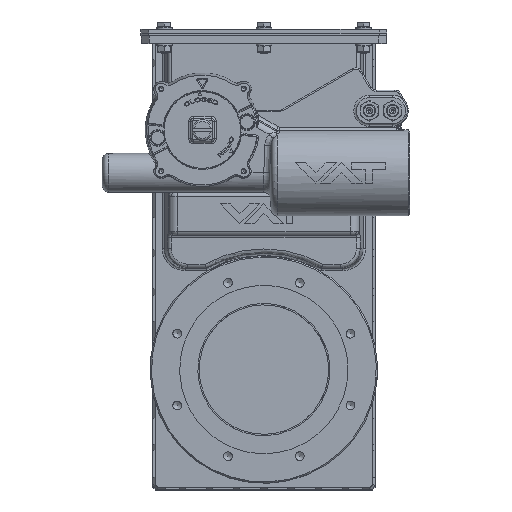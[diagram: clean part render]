
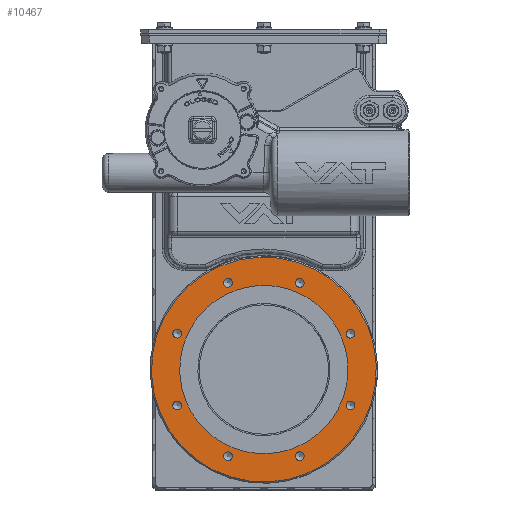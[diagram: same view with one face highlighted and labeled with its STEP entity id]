
A CAD part, top view. The second image highlights one B-rep face of the part: STEP entity #10467.
In plain terms, the highlighted planar face has unit normal (0, 0, 1).
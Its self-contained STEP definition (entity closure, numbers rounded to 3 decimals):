
#10467=ADVANCED_FACE('',(#13608,#13609,#13610,#13611,#13612,#13613,#13614,
#13615,#13616,#13617),#12067,.T.);
#12067=PLANE('',#29758);
#12951=B_SPLINE_CURVE_WITH_KNOTS('',3,(#39114,#39115,#39116,#39117,#39118,
#39119,#39120,#39121,#39122,#39123,#39124,#39125,#39126,#39127,#39128,#39129,
#39130,#39131,#39132,#39133,#39134,#39135,#39136,#39137,#39138,#39139,#39140,
#39141,#39142,#39143,#39144,#39145,#39146,#39147,#39148,#39149,#39150,#39151,
#39152,#39153,#39154,#39155,#39156,#39157,#39158,#39159,#39160,#39161,#39162),
 .UNSPECIFIED.,.T.,.F.,(1,3,3,3,3,3,3,3,3,3,3,3,3,3,3,3,3,3,1),(-0.063,
0.,0.063,0.125,0.188,0.25,0.313,0.375,0.438,0.5,0.563,0.625,0.688,
0.75,0.813,0.875,0.938,1.,1.063),.UNSPECIFIED.);
#13608=FACE_BOUND('',#14351,.T.);
#13609=FACE_BOUND('',#14352,.T.);
#13610=FACE_BOUND('',#14353,.T.);
#13611=FACE_BOUND('',#14354,.T.);
#13612=FACE_BOUND('',#14355,.T.);
#13613=FACE_BOUND('',#14356,.T.);
#13614=FACE_BOUND('',#14357,.T.);
#13615=FACE_BOUND('',#14358,.T.);
#13616=FACE_BOUND('',#14359,.T.);
#13617=FACE_BOUND('',#14360,.T.);
#14351=EDGE_LOOP('',(#16388));
#14352=EDGE_LOOP('',(#16389));
#14353=EDGE_LOOP('',(#16390));
#14354=EDGE_LOOP('',(#16391));
#14355=EDGE_LOOP('',(#16392));
#14356=EDGE_LOOP('',(#16393));
#14357=EDGE_LOOP('',(#16394));
#14358=EDGE_LOOP('',(#16395));
#14359=EDGE_LOOP('',(#16396));
#14360=EDGE_LOOP('',(#16397));
#16388=ORIENTED_EDGE('',*,*,#25426,.F.);
#16389=ORIENTED_EDGE('',*,*,#25427,.T.);
#16390=ORIENTED_EDGE('',*,*,#25428,.T.);
#16391=ORIENTED_EDGE('',*,*,#25429,.T.);
#16392=ORIENTED_EDGE('',*,*,#25430,.T.);
#16393=ORIENTED_EDGE('',*,*,#25431,.T.);
#16394=ORIENTED_EDGE('',*,*,#25432,.T.);
#16395=ORIENTED_EDGE('',*,*,#25433,.T.);
#16396=ORIENTED_EDGE('',*,*,#25434,.T.);
#16397=ORIENTED_EDGE('',*,*,#25435,.T.);
#23147=VERTEX_POINT('',#39097);
#23148=VERTEX_POINT('',#39099);
#23149=VERTEX_POINT('',#39101);
#23150=VERTEX_POINT('',#39103);
#23151=VERTEX_POINT('',#39105);
#23152=VERTEX_POINT('',#39107);
#23153=VERTEX_POINT('',#39109);
#23154=VERTEX_POINT('',#39111);
#23155=VERTEX_POINT('',#39113);
#23156=VERTEX_POINT('',#39163);
#25426=EDGE_CURVE('',#23147,#23147,#28809,.T.);
#25427=EDGE_CURVE('',#23148,#23148,#28810,.T.);
#25428=EDGE_CURVE('',#23149,#23149,#28811,.T.);
#25429=EDGE_CURVE('',#23150,#23150,#28812,.T.);
#25430=EDGE_CURVE('',#23151,#23151,#28813,.T.);
#25431=EDGE_CURVE('',#23152,#23152,#28814,.T.);
#25432=EDGE_CURVE('',#23153,#23153,#28815,.T.);
#25433=EDGE_CURVE('',#23154,#23154,#28816,.T.);
#25434=EDGE_CURVE('',#23155,#23155,#28817,.T.);
#25435=EDGE_CURVE('',#23156,#23156,#12951,.T.);
#28809=CIRCLE('',#29749,86.9);
#28810=CIRCLE('',#29750,3.4);
#28811=CIRCLE('',#29751,3.4);
#28812=CIRCLE('',#29752,3.4);
#28813=CIRCLE('',#29753,3.4);
#28814=CIRCLE('',#29754,3.4);
#28815=CIRCLE('',#29755,3.4);
#28816=CIRCLE('',#29756,3.4);
#28817=CIRCLE('',#29757,3.4);
#29749=AXIS2_PLACEMENT_3D('',#39096,#32301,#32302);
#29750=AXIS2_PLACEMENT_3D('',#39098,#32303,#32304);
#29751=AXIS2_PLACEMENT_3D('',#39100,#32305,#32306);
#29752=AXIS2_PLACEMENT_3D('',#39102,#32307,#32308);
#29753=AXIS2_PLACEMENT_3D('',#39104,#32309,#32310);
#29754=AXIS2_PLACEMENT_3D('',#39106,#32311,#32312);
#29755=AXIS2_PLACEMENT_3D('',#39108,#32313,#32314);
#29756=AXIS2_PLACEMENT_3D('',#39110,#32315,#32316);
#29757=AXIS2_PLACEMENT_3D('',#39112,#32317,#32318);
#29758=AXIS2_PLACEMENT_3D('',#39164,#32319,#32320);
#32301=DIRECTION('',(0.,0.,-1.));
#32302=DIRECTION('',(0.383,-0.924,0.));
#32303=DIRECTION('',(0.,0.,-1.));
#32304=DIRECTION('',(0.383,-0.924,0.));
#32305=DIRECTION('',(0.,0.,-1.));
#32306=DIRECTION('',(0.924,-0.383,0.));
#32307=DIRECTION('',(0.,0.,-1.));
#32308=DIRECTION('',(0.924,0.383,0.));
#32309=DIRECTION('',(0.,0.,-1.));
#32310=DIRECTION('',(0.383,0.924,0.));
#32311=DIRECTION('',(0.,0.,-1.));
#32312=DIRECTION('',(-0.383,0.924,0.));
#32313=DIRECTION('',(0.,0.,-1.));
#32314=DIRECTION('',(-0.924,0.383,0.));
#32315=DIRECTION('',(0.,0.,-1.));
#32316=DIRECTION('',(-0.924,-0.383,0.));
#32317=DIRECTION('',(0.,0.,-1.));
#32318=DIRECTION('',(-0.383,-0.924,0.));
#32319=DIRECTION('',(0.,0.,1.));
#32320=DIRECTION('',(-0.383,0.924,0.));
#39096=CARTESIAN_POINT('',(0.,0.,48.35));
#39097=CARTESIAN_POINT('',(33.255,-80.285,48.35));
#39098=CARTESIAN_POINT('',(27.745,-66.981,48.35));
#39099=CARTESIAN_POINT('',(29.046,-70.122,48.35));
#39100=CARTESIAN_POINT('',(66.981,-27.745,48.35));
#39101=CARTESIAN_POINT('',(70.122,-29.046,48.35));
#39102=CARTESIAN_POINT('',(66.981,27.745,48.35));
#39103=CARTESIAN_POINT('',(70.122,29.046,48.35));
#39104=CARTESIAN_POINT('',(27.745,66.981,48.35));
#39105=CARTESIAN_POINT('',(29.046,70.122,48.35));
#39106=CARTESIAN_POINT('',(-27.745,66.981,48.35));
#39107=CARTESIAN_POINT('',(-29.046,70.122,48.35));
#39108=CARTESIAN_POINT('',(-66.981,27.745,48.35));
#39109=CARTESIAN_POINT('',(-70.122,29.046,48.35));
#39110=CARTESIAN_POINT('',(-66.981,-27.745,48.35));
#39111=CARTESIAN_POINT('',(-70.122,-29.046,48.35));
#39112=CARTESIAN_POINT('',(-27.745,-66.981,48.35));
#39113=CARTESIAN_POINT('',(-29.046,-70.122,48.35));
#39114=CARTESIAN_POINT('',(-60.052,-24.874,48.35));
#39115=CARTESIAN_POINT('',(-63.319,-16.988,48.35));
#39116=CARTESIAN_POINT('',(-65.,-8.535,48.35));
#39117=CARTESIAN_POINT('',(-65.,0.,48.35));
#39118=CARTESIAN_POINT('',(-65.,8.535,48.35));
#39119=CARTESIAN_POINT('',(-63.318,16.989,48.35));
#39120=CARTESIAN_POINT('',(-60.052,24.874,48.35));
#39121=CARTESIAN_POINT('',(-56.786,32.76,48.35));
#39122=CARTESIAN_POINT('',(-51.997,39.927,48.35));
#39123=CARTESIAN_POINT('',(-45.962,45.962,48.35));
#39124=CARTESIAN_POINT('',(-39.927,51.997,48.35));
#39125=CARTESIAN_POINT('',(-32.76,56.786,48.35));
#39126=CARTESIAN_POINT('',(-24.874,60.052,48.35));
#39127=CARTESIAN_POINT('',(-16.989,63.318,48.35));
#39128=CARTESIAN_POINT('',(-8.535,65.,48.35));
#39129=CARTESIAN_POINT('',(0.,65.,48.35));
#39130=CARTESIAN_POINT('',(8.535,65.,48.35));
#39131=CARTESIAN_POINT('',(16.989,63.318,48.35));
#39132=CARTESIAN_POINT('',(24.874,60.052,48.35));
#39133=CARTESIAN_POINT('',(32.76,56.786,48.35));
#39134=CARTESIAN_POINT('',(39.927,51.997,48.35));
#39135=CARTESIAN_POINT('',(45.962,45.962,48.35));
#39136=CARTESIAN_POINT('',(51.997,39.927,48.35));
#39137=CARTESIAN_POINT('',(56.786,32.76,48.35));
#39138=CARTESIAN_POINT('',(60.052,24.874,48.35));
#39139=CARTESIAN_POINT('',(63.318,16.989,48.35));
#39140=CARTESIAN_POINT('',(65.,8.535,48.35));
#39141=CARTESIAN_POINT('',(65.,0.,48.35));
#39142=CARTESIAN_POINT('',(65.,-8.535,48.35));
#39143=CARTESIAN_POINT('',(63.318,-16.989,48.35));
#39144=CARTESIAN_POINT('',(60.052,-24.874,48.35));
#39145=CARTESIAN_POINT('',(56.786,-32.76,48.35));
#39146=CARTESIAN_POINT('',(51.997,-39.927,48.35));
#39147=CARTESIAN_POINT('',(45.962,-45.962,48.35));
#39148=CARTESIAN_POINT('',(39.927,-51.997,48.35));
#39149=CARTESIAN_POINT('',(32.76,-56.786,48.35));
#39150=CARTESIAN_POINT('',(24.874,-60.052,48.35));
#39151=CARTESIAN_POINT('',(16.989,-63.318,48.35));
#39152=CARTESIAN_POINT('',(8.535,-65.,48.35));
#39153=CARTESIAN_POINT('',(0.,-65.,48.35));
#39154=CARTESIAN_POINT('',(-8.535,-65.,48.35));
#39155=CARTESIAN_POINT('',(-16.989,-63.318,48.35));
#39156=CARTESIAN_POINT('',(-24.874,-60.052,48.35));
#39157=CARTESIAN_POINT('',(-32.76,-56.786,48.35));
#39158=CARTESIAN_POINT('',(-39.927,-51.997,48.35));
#39159=CARTESIAN_POINT('',(-45.962,-45.962,48.35));
#39160=CARTESIAN_POINT('',(-51.997,-39.927,48.35));
#39161=CARTESIAN_POINT('',(-56.786,-32.76,48.35));
#39162=CARTESIAN_POINT('',(-60.052,-24.874,48.35));
#39163=CARTESIAN_POINT('',(-60.052,-24.874,48.35));
#39164=CARTESIAN_POINT('',(-80.285,-33.255,48.35));
